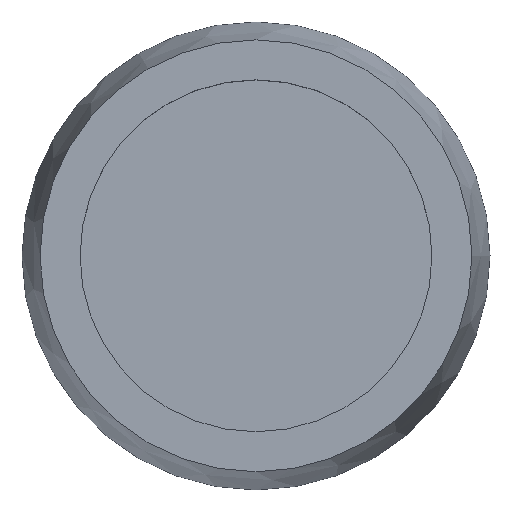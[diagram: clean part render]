
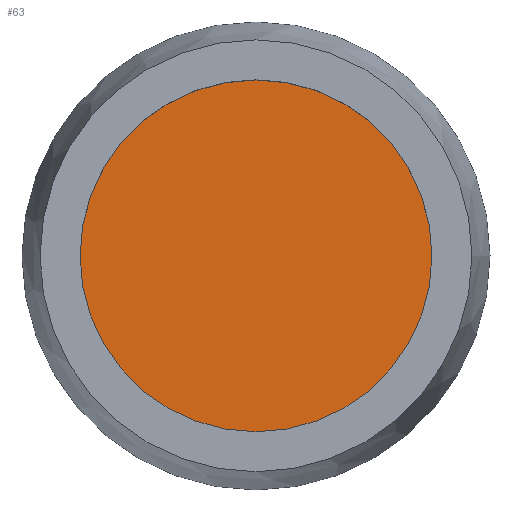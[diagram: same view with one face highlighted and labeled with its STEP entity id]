
A CAD part, top view. The second image highlights one B-rep face of the part: STEP entity #63.
In plain terms, the highlighted planar face has unit normal (0, 0, 1).
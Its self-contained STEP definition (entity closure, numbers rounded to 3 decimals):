
#17=PLANE('',#84);
#21=FACE_OUTER_BOUND('',#26,.T.);
#26=EDGE_LOOP('',(#53));
#36=CIRCLE('',#83,3.083);
#40=VERTEX_POINT('',#116);
#45=EDGE_CURVE('',#40,#40,#36,.T.);
#53=ORIENTED_EDGE('',*,*,#45,.F.);
#63=ADVANCED_FACE('',(#21),#17,.T.);
#83=AXIS2_PLACEMENT_3D('',#118,#97,#98);
#84=AXIS2_PLACEMENT_3D('',#119,#99,#100);
#97=DIRECTION('center_axis',(0.,0.,-1.));
#98=DIRECTION('ref_axis',(-1.,0.,0.));
#99=DIRECTION('center_axis',(0.,0.,1.));
#100=DIRECTION('ref_axis',(-1.,0.,0.));
#116=CARTESIAN_POINT('',(3.083,0.,2.));
#118=CARTESIAN_POINT('Origin',(0.,0.,2.));
#119=CARTESIAN_POINT('Origin',(0.,0.,2.));
